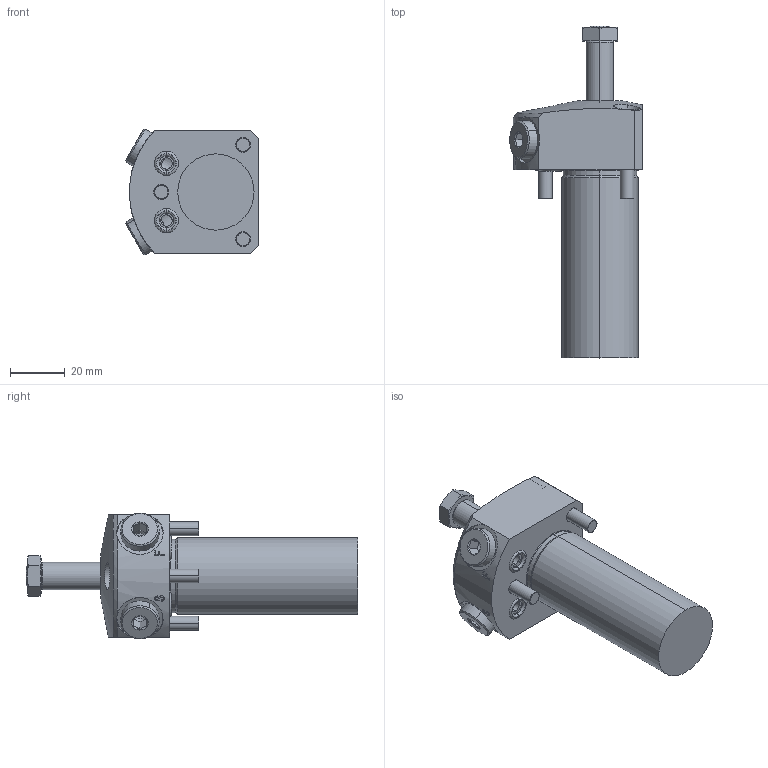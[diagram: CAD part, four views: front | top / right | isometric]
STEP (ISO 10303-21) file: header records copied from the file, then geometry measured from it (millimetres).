
FILE_DESCRIPTION (( 'STEP AP214' ), '1' );
FILE_NAME ('MVI-FS141032-90D.step', '2023-11-02T19:10:51', ( '' ), ( '' ), 'SwSTEP 2.0', 'SolidWorks 2020', '' );
FILE_SCHEMA (( 'AUTOMOTIVE_DESIGN' ));
Length unit declared in the file: millimetre
Products named in the file (1): MVI-FS141032-90D
Bounding box: 48.68 x 121.8 x 46.09 mm (x, y, z)
Volume: 85217.9 mm3; surface area: 23445.4 mm2
Topology: 8 solids, 10 shells, 377 faces, 863 edges, 536 vertices
Faces by surface type: plane 142, cylinder 108, cone 66, bspline 35, torus 26
Entity records: 16185 total; most frequent: CARTESIAN_POINT 6288, ORIENTED_EDGE 1710, DIRECTION 1695, EDGE_CURVE 855, AXIS2_PLACEMENT_3D 664, VERTEX_POINT 536, EDGE_LOOP 429, FACE_OUTER_BOUND 377
